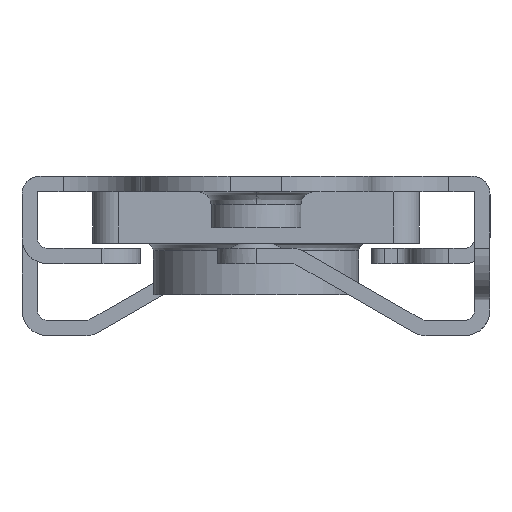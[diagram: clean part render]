
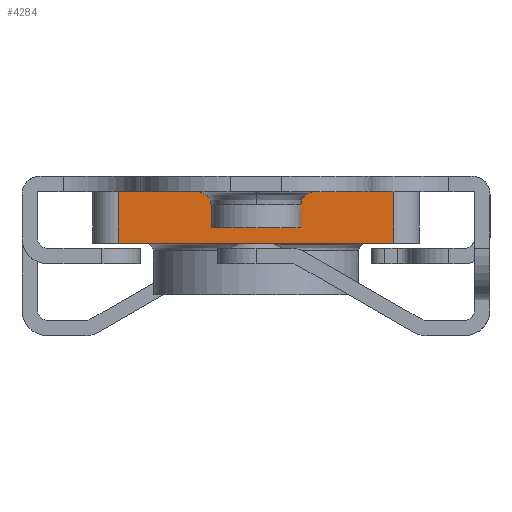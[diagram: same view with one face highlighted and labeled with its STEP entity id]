
A CAD part, left-side view. The second image highlights one B-rep face of the part: STEP entity #4284.
In plain terms, the highlighted free-form (B-spline) face has degree [1, 1] with [2, 2] control points.
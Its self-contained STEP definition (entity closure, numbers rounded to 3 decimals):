
#3459=CARTESIAN_POINT('',(-10.1,-5.35,-2.6));
#3460=VERTEX_POINT('',#3459);
#3474=CARTESIAN_POINT('',(-10.1,5.35,-2.6));
#3475=VERTEX_POINT('',#3474);
#3476=CARTESIAN_POINT('',(-10.1,-5.35,-2.6));
#3477=CARTESIAN_POINT('',(-10.1,5.35,-2.6));
#3478=QUASI_UNIFORM_CURVE('',1,(#3476,#3477),.UNSPECIFIED.,.F.,.U.);
#3479=EDGE_CURVE('',#3460,#3475,#3478,.T.);
#4238=CARTESIAN_POINT('',(-10.1,5.35,-0.6));
#4239=VERTEX_POINT('',#4238);
#4255=CARTESIAN_POINT('',(-10.1,5.35,-2.6));
#4256=CARTESIAN_POINT('',(-10.1,5.35,-0.6));
#4257=QUASI_UNIFORM_CURVE('',1,(#4255,#4256),.UNSPECIFIED.,.F.,.U.);
#4258=EDGE_CURVE('',#3475,#4239,#4257,.T.);
#4263=CARTESIAN_POINT('',(-10.1,-5.884,-0.5));
#4264=CARTESIAN_POINT('',(-10.1,-5.884,-2.7));
#4265=CARTESIAN_POINT('',(-10.1,5.884,-0.5));
#4266=CARTESIAN_POINT('',(-10.1,5.884,-2.7));
#4267=B_SPLINE_SURFACE_WITH_KNOTS('',1,1,((#4263,#4265),(#4264,#4266)),.UNSPECIFIED.,.F.,.F.,.U.,(2,2),(2,2),(0.0,2.2),(0.0,11.769),.UNSPECIFIED.);
#4268=CARTESIAN_POINT('',(-10.1,-5.35,-0.6));
#4269=VERTEX_POINT('',#4268);
#4270=CARTESIAN_POINT('',(-10.1,-5.35,-0.6));
#4271=CARTESIAN_POINT('',(-10.1,5.35,-0.6));
#4272=QUASI_UNIFORM_CURVE('',1,(#4270,#4271),.UNSPECIFIED.,.F.,.U.);
#4273=EDGE_CURVE('',#4269,#4239,#4272,.T.);
#4274=ORIENTED_EDGE('',*,*,#4273,.T.);
#4275=ORIENTED_EDGE('',*,*,#4258,.F.);
#4276=ORIENTED_EDGE('',*,*,#3479,.F.);
#4277=CARTESIAN_POINT('',(-10.1,-5.35,-2.6));
#4278=CARTESIAN_POINT('',(-10.1,-5.35,-0.6));
#4279=QUASI_UNIFORM_CURVE('',1,(#4277,#4278),.UNSPECIFIED.,.F.,.U.);
#4280=EDGE_CURVE('',#3460,#4269,#4279,.T.);
#4281=ORIENTED_EDGE('',*,*,#4280,.T.);
#4282=EDGE_LOOP('',(#4274,#4275,#4276,#4281));
#4283=FACE_OUTER_BOUND('',#4282,.T.);
#4284=ADVANCED_FACE('',(#4283),#4267,.F.);
